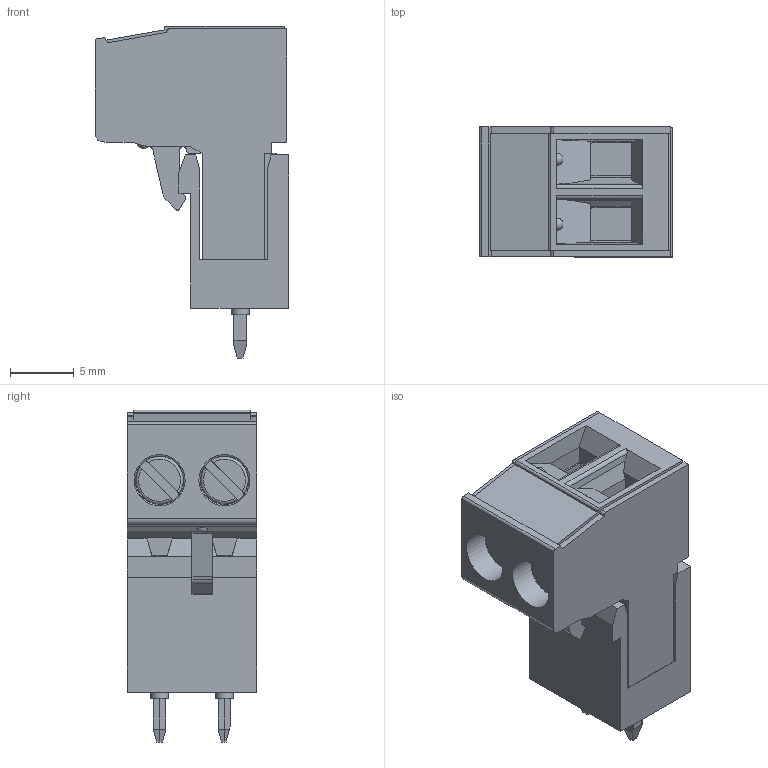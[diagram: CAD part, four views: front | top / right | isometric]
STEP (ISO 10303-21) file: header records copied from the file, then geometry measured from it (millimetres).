
FILE_DESCRIPTION(/* description */ (''),/* implementation_level */ '2;1');
FILE_NAME(/* name */ 'Terminal_Block_Vert_Top_2.step',/* time_stamp */ '2018-12-16T21:00:33-05:00',/* author */ ('xdmattz'),/* organization */ (''),/* preprocessor_version */ 'ST-DEVELOPER v17.2',/* originating_system */ 'Autodesk Translation Framework v7.6.0.251',/* authorisation */ '');
FILE_SCHEMA (('AUTOMOTIVE_DESIGN { 1 0 10303 214 3 1 1 }'));
Length unit declared in the file: millimetre
Products named in the file (6): Vert_2; pxc_1758018_04_MSTBV-2-5-2-G-5-08_3D v1; mstbv_2.5-2-g-5; pxc_1757019_05_MSTB-2-5-2-ST-5-08_3D v1; MSTB-2; MSTB-2.5-Clamp-sleeve
Assembly tree (6 placements, depth 3):
  Vert_2
    pxc_1758018_04_MSTBV-2-5-2-G-5-08_3D v1
      mstbv_2.5-2-g-5
    pxc_1757019_05_MSTB-2-5-2-ST-5-08_3D v1
      MSTB-2.5-Clamp-sleeve  x2
      MSTB-2
Bounding box: 15.14 x 10.16 x 26 mm (x, y, z)
Volume: 2017.4 mm3; surface area: 2858.9 mm2
Topology: 4 solids, 4 shells, 360 faces, 885 edges, 550 vertices
Faces by surface type: plane 297, cylinder 46, cone 8, sphere 5, torus 4
Full cylindrical faces by diameter (mm): 1.4 x2, 1.53 x2, 2.8 x1, 3 x2, 4 x2
Entity records: 10446 total; most frequent: CARTESIAN_POINT 1805, DIRECTION 1693, ORIENTED_EDGE 1674, EDGE_CURVE 837, LINE 649, VECTOR 649, AXIS2_PLACEMENT_3D 522, VERTEX_POINT 518
